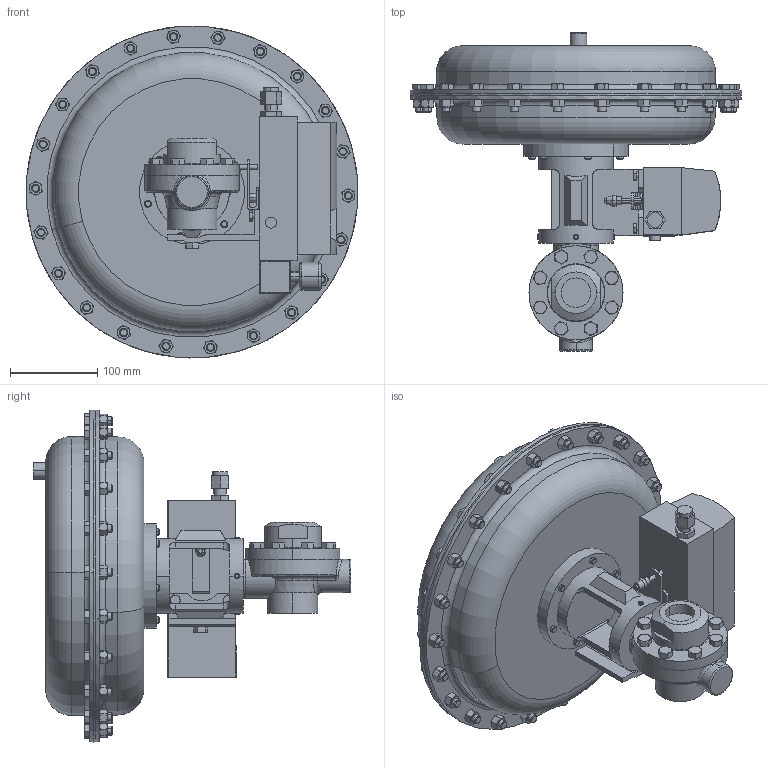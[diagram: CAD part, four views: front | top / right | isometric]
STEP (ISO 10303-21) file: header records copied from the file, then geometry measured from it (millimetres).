
FILE_DESCRIPTION (( 'STEP AP203' ), '1' );
FILE_NAME ('70SP-100-CS+S6-SW-85M-16IQ.STEP', '2017-09-11T17:47:54', ( '' ), ( '' ), 'SwSTEP 2.0', 'SolidWorks 2014', '' );
FILE_SCHEMA (( 'CONFIG_CONTROL_DESIGN' ));
Length unit declared in the file: inch
Products named in the file (1): 70SP-100-CS+S6-SW-85M-16IQ
Bounding box: 380.89 x 364.78 x 380.96 mm (x, y, z)
Volume: 11383838.9 mm3; surface area: 523772.4 mm2
Topology: 1 solids, 1 shells, 1310 faces, 2996 edges, 1796 vertices
Faces by surface type: plane 565, cone 527, cylinder 179, torus 27, bspline 8, sphere 4
Entity records: 41063 total; most frequent: CARTESIAN_POINT 13052, ORIENTED_EDGE 5980, DIRECTION 5480, EDGE_CURVE 2990, AXIS2_PLACEMENT_3D 2210, VERTEX_POINT 1796, EDGE_LOOP 1428, FACE_OUTER_BOUND 1310
